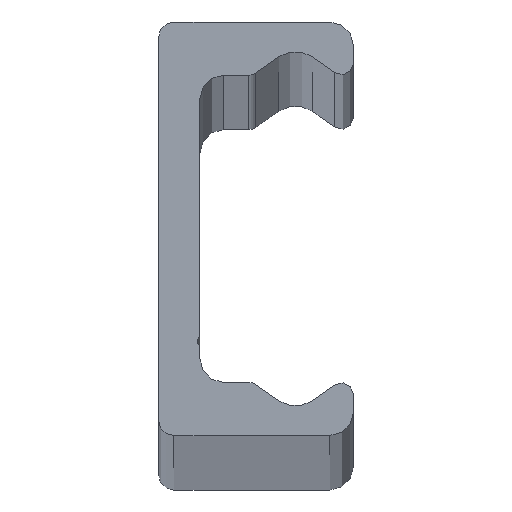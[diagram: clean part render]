
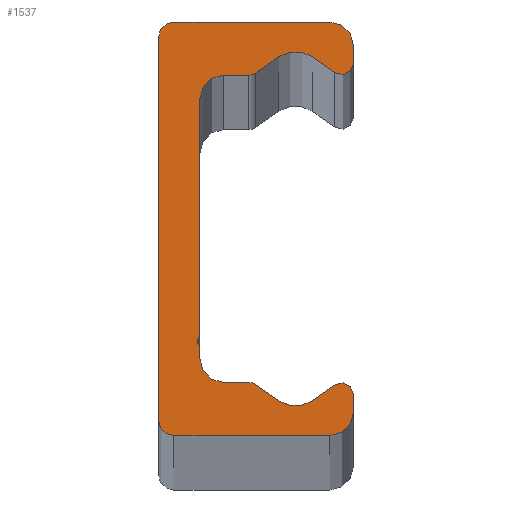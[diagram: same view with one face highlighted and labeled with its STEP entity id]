
A CAD part, top view. The second image highlights one B-rep face of the part: STEP entity #1537.
In plain terms, the highlighted planar face has unit normal (0, 0, 1).
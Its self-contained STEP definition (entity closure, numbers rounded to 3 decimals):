
#34=VECTOR('',#2089,1.);
#39=VECTOR('',#2101,1.);
#43=VECTOR('',#2112,1.);
#47=VECTOR('',#2123,1.);
#51=VECTOR('',#2134,1.);
#55=VECTOR('',#2145,1.);
#59=VECTOR('',#2156,1.);
#63=VECTOR('',#2167,1.);
#67=VECTOR('',#2178,1.);
#71=VECTOR('',#2189,1.);
#75=VECTOR('',#2200,1.);
#79=VECTOR('',#2211,1.);
#83=VECTOR('',#2222,1.);
#86=LINE('',#2498,#34);
#91=LINE('',#2513,#39);
#95=LINE('',#2525,#43);
#99=LINE('',#2537,#47);
#103=LINE('',#2549,#51);
#107=LINE('',#2561,#55);
#111=LINE('',#2573,#59);
#115=LINE('',#2585,#63);
#119=LINE('',#2597,#67);
#123=LINE('',#2609,#71);
#127=LINE('',#2621,#75);
#131=LINE('',#2633,#79);
#135=LINE('',#2645,#83);
#151=PLANE('',#1756);
#285=VERTEX_POINT('',#2499);
#286=VERTEX_POINT('',#2500);
#289=VERTEX_POINT('',#2508);
#291=VERTEX_POINT('',#2514);
#293=VERTEX_POINT('',#2520);
#295=VERTEX_POINT('',#2526);
#297=VERTEX_POINT('',#2532);
#299=VERTEX_POINT('',#2538);
#301=VERTEX_POINT('',#2544);
#303=VERTEX_POINT('',#2550);
#305=VERTEX_POINT('',#2556);
#307=VERTEX_POINT('',#2562);
#309=VERTEX_POINT('',#2568);
#311=VERTEX_POINT('',#2574);
#313=VERTEX_POINT('',#2580);
#315=VERTEX_POINT('',#2586);
#317=VERTEX_POINT('',#2592);
#319=VERTEX_POINT('',#2598);
#321=VERTEX_POINT('',#2604);
#323=VERTEX_POINT('',#2610);
#325=VERTEX_POINT('',#2616);
#327=VERTEX_POINT('',#2622);
#329=VERTEX_POINT('',#2628);
#331=VERTEX_POINT('',#2634);
#333=VERTEX_POINT('',#2640);
#335=VERTEX_POINT('',#2646);
#436=CIRCLE('',#1706,2.);
#438=CIRCLE('',#1710,1.);
#440=CIRCLE('',#1714,2.5);
#442=CIRCLE('',#1718,1.);
#444=CIRCLE('',#1722,2.);
#446=CIRCLE('',#1726,0.5);
#448=CIRCLE('',#1730,2.);
#450=CIRCLE('',#1734,1.);
#452=CIRCLE('',#1738,2.5);
#454=CIRCLE('',#1742,1.);
#456=CIRCLE('',#1746,2.);
#458=CIRCLE('',#1750,1.3);
#460=CIRCLE('',#1754,1.3);
#561=EDGE_CURVE('',#285,#286,#86,.T.);
#565=EDGE_CURVE('',#286,#289,#436,.T.);
#568=EDGE_CURVE('',#289,#291,#91,.T.);
#571=EDGE_CURVE('',#291,#293,#438,.T.);
#574=EDGE_CURVE('',#293,#295,#95,.T.);
#577=EDGE_CURVE('',#295,#297,#440,.T.);
#580=EDGE_CURVE('',#297,#299,#99,.T.);
#583=EDGE_CURVE('',#299,#301,#442,.T.);
#586=EDGE_CURVE('',#301,#303,#103,.T.);
#589=EDGE_CURVE('',#303,#305,#444,.T.);
#592=EDGE_CURVE('',#305,#307,#107,.T.);
#595=EDGE_CURVE('',#307,#309,#446,.T.);
#598=EDGE_CURVE('',#309,#311,#111,.T.);
#601=EDGE_CURVE('',#311,#313,#448,.T.);
#604=EDGE_CURVE('',#313,#315,#115,.T.);
#607=EDGE_CURVE('',#315,#317,#450,.T.);
#610=EDGE_CURVE('',#317,#319,#119,.T.);
#613=EDGE_CURVE('',#319,#321,#452,.T.);
#616=EDGE_CURVE('',#321,#323,#123,.T.);
#619=EDGE_CURVE('',#323,#325,#454,.T.);
#622=EDGE_CURVE('',#325,#327,#127,.T.);
#625=EDGE_CURVE('',#327,#329,#456,.T.);
#628=EDGE_CURVE('',#329,#331,#131,.T.);
#631=EDGE_CURVE('',#331,#333,#458,.T.);
#634=EDGE_CURVE('',#333,#335,#135,.T.);
#637=EDGE_CURVE('',#335,#285,#460,.T.);
#941=ORIENTED_EDGE('',*,*,#561,.F.);
#942=ORIENTED_EDGE('',*,*,#637,.F.);
#943=ORIENTED_EDGE('',*,*,#634,.F.);
#944=ORIENTED_EDGE('',*,*,#631,.F.);
#945=ORIENTED_EDGE('',*,*,#628,.F.);
#946=ORIENTED_EDGE('',*,*,#625,.F.);
#947=ORIENTED_EDGE('',*,*,#622,.F.);
#948=ORIENTED_EDGE('',*,*,#619,.F.);
#949=ORIENTED_EDGE('',*,*,#616,.F.);
#950=ORIENTED_EDGE('',*,*,#613,.F.);
#951=ORIENTED_EDGE('',*,*,#610,.F.);
#952=ORIENTED_EDGE('',*,*,#607,.F.);
#953=ORIENTED_EDGE('',*,*,#604,.F.);
#954=ORIENTED_EDGE('',*,*,#601,.F.);
#955=ORIENTED_EDGE('',*,*,#598,.F.);
#956=ORIENTED_EDGE('',*,*,#595,.F.);
#957=ORIENTED_EDGE('',*,*,#592,.F.);
#958=ORIENTED_EDGE('',*,*,#589,.F.);
#959=ORIENTED_EDGE('',*,*,#586,.F.);
#960=ORIENTED_EDGE('',*,*,#583,.F.);
#961=ORIENTED_EDGE('',*,*,#580,.F.);
#962=ORIENTED_EDGE('',*,*,#577,.F.);
#963=ORIENTED_EDGE('',*,*,#574,.F.);
#964=ORIENTED_EDGE('',*,*,#571,.F.);
#965=ORIENTED_EDGE('',*,*,#568,.F.);
#966=ORIENTED_EDGE('',*,*,#565,.F.);
#1217=EDGE_LOOP('',(#941,#942,#943,#944,#945,#946,#947,#948,#949,#950,#951,
#952,#953,#954,#955,#956,#957,#958,#959,#960,#961,#962,#963,#964,#965,#966));
#1443=FACE_BOUND('',#1217,.T.);
#1537=ADVANCED_FACE('',(#1443),#151,.T.);
#1706=AXIS2_PLACEMENT_3D('',#2507,#2095,#2096);
#1710=AXIS2_PLACEMENT_3D('',#2519,#2106,#2107);
#1714=AXIS2_PLACEMENT_3D('',#2531,#2117,#2118);
#1718=AXIS2_PLACEMENT_3D('',#2543,#2128,#2129);
#1722=AXIS2_PLACEMENT_3D('',#2555,#2139,#2140);
#1726=AXIS2_PLACEMENT_3D('',#2567,#2150,#2151);
#1730=AXIS2_PLACEMENT_3D('',#2579,#2161,#2162);
#1734=AXIS2_PLACEMENT_3D('',#2591,#2172,#2173);
#1738=AXIS2_PLACEMENT_3D('',#2603,#2183,#2184);
#1742=AXIS2_PLACEMENT_3D('',#2615,#2194,#2195);
#1746=AXIS2_PLACEMENT_3D('',#2627,#2205,#2206);
#1750=AXIS2_PLACEMENT_3D('',#2639,#2216,#2217);
#1754=AXIS2_PLACEMENT_3D('',#2651,#2227,#2228);
#1756=AXIS2_PLACEMENT_3D('',#2653,#2231,$);
#2089=DIRECTION('',(1.,0.,0.));
#2095=DIRECTION('',(0.,0.,-1.));
#2096=DIRECTION('',(2.,0.,0.));
#2101=DIRECTION('',(0.,-1.,0.));
#2106=DIRECTION('',(0.,0.,-1.));
#2107=DIRECTION('',(1.,0.,0.));
#2112=DIRECTION('',(-0.819,0.574,0.));
#2117=DIRECTION('',(0.,0.,1.));
#2118=DIRECTION('',(2.5,0.,0.));
#2123=DIRECTION('',(-0.819,-0.574,0.));
#2128=DIRECTION('',(0.,0.,-1.));
#2129=DIRECTION('',(1.,0.,0.));
#2134=DIRECTION('',(-1.,0.,0.));
#2139=DIRECTION('',(0.,0.,1.));
#2140=DIRECTION('',(2.,0.,0.));
#2145=DIRECTION('',(0.,-1.,0.));
#2150=DIRECTION('',(0.,0.,1.));
#2151=DIRECTION('',(0.5,0.,0.));
#2156=DIRECTION('',(0.,-1.,0.));
#2161=DIRECTION('',(0.,0.,1.));
#2162=DIRECTION('',(2.,0.,0.));
#2167=DIRECTION('',(1.,0.,0.));
#2172=DIRECTION('',(0.,0.,-1.));
#2173=DIRECTION('',(1.,0.,0.));
#2178=DIRECTION('',(0.819,-0.574,0.));
#2183=DIRECTION('',(0.,0.,1.));
#2184=DIRECTION('',(2.5,0.,0.));
#2189=DIRECTION('',(0.819,0.574,0.));
#2194=DIRECTION('',(0.,0.,-1.));
#2195=DIRECTION('',(1.,0.,0.));
#2200=DIRECTION('',(0.,-1.,0.));
#2205=DIRECTION('',(0.,0.,-1.));
#2206=DIRECTION('',(2.,0.,0.));
#2211=DIRECTION('',(-1.,0.,0.));
#2216=DIRECTION('',(0.,0.,-1.));
#2217=DIRECTION('',(1.3,0.,0.));
#2222=DIRECTION('',(0.,1.,0.));
#2227=DIRECTION('',(0.,0.,-1.));
#2228=DIRECTION('',(1.3,0.,0.));
#2231=DIRECTION('',(0.,0.,1.));
#2498=CARTESIAN_POINT('',(14.5,17.5,2640.));
#2499=CARTESIAN_POINT('',(1.3,17.5,2640.));
#2500=CARTESIAN_POINT('',(14.5,17.5,2640.));
#2507=CARTESIAN_POINT('',(14.5,15.5,2640.));
#2508=CARTESIAN_POINT('',(16.5,15.5,2640.));
#2513=CARTESIAN_POINT('',(16.5,14.042,2640.));
#2514=CARTESIAN_POINT('',(16.5,14.042,2640.));
#2519=CARTESIAN_POINT('',(15.5,14.042,2640.));
#2520=CARTESIAN_POINT('',(14.926,13.223,2640.));
#2525=CARTESIAN_POINT('',(13.034,14.548,2640.));
#2526=CARTESIAN_POINT('',(13.034,14.548,2640.));
#2531=CARTESIAN_POINT('',(11.6,12.5,2640.));
#2532=CARTESIAN_POINT('',(10.166,14.548,2640.));
#2537=CARTESIAN_POINT('',(8.214,13.181,2640.));
#2538=CARTESIAN_POINT('',(8.214,13.181,2640.));
#2543=CARTESIAN_POINT('',(7.64,14.,2640.));
#2544=CARTESIAN_POINT('',(7.64,13.,2640.));
#2549=CARTESIAN_POINT('',(5.5,13.,2640.));
#2550=CARTESIAN_POINT('',(5.5,13.,2640.));
#2555=CARTESIAN_POINT('',(5.5,11.,2640.));
#2556=CARTESIAN_POINT('',(3.5,11.,2640.));
#2561=CARTESIAN_POINT('',(3.5,-9.067,2640.));
#2562=CARTESIAN_POINT('',(3.5,-9.067,2640.));
#2567=CARTESIAN_POINT('',(3.75,-9.5,2640.));
#2568=CARTESIAN_POINT('',(3.5,-9.933,2640.));
#2573=CARTESIAN_POINT('',(3.5,-11.,2640.));
#2574=CARTESIAN_POINT('',(3.5,-11.,2640.));
#2579=CARTESIAN_POINT('',(5.5,-11.,2640.));
#2580=CARTESIAN_POINT('',(5.5,-13.,2640.));
#2585=CARTESIAN_POINT('',(7.64,-13.,2640.));
#2586=CARTESIAN_POINT('',(7.64,-13.,2640.));
#2591=CARTESIAN_POINT('',(7.64,-14.,2640.));
#2592=CARTESIAN_POINT('',(8.214,-13.181,2640.));
#2597=CARTESIAN_POINT('',(10.166,-14.548,2640.));
#2598=CARTESIAN_POINT('',(10.166,-14.548,2640.));
#2603=CARTESIAN_POINT('',(11.6,-12.5,2640.));
#2604=CARTESIAN_POINT('',(13.034,-14.548,2640.));
#2609=CARTESIAN_POINT('',(14.926,-13.223,2640.));
#2610=CARTESIAN_POINT('',(14.926,-13.223,2640.));
#2615=CARTESIAN_POINT('',(15.5,-14.042,2640.));
#2616=CARTESIAN_POINT('',(16.5,-14.042,2640.));
#2621=CARTESIAN_POINT('',(16.5,-15.5,2640.));
#2622=CARTESIAN_POINT('',(16.5,-15.5,2640.));
#2627=CARTESIAN_POINT('',(14.5,-15.5,2640.));
#2628=CARTESIAN_POINT('',(14.5,-17.5,2640.));
#2633=CARTESIAN_POINT('',(1.3,-17.5,2640.));
#2634=CARTESIAN_POINT('',(1.3,-17.5,2640.));
#2639=CARTESIAN_POINT('',(1.3,-16.2,2640.));
#2640=CARTESIAN_POINT('',(0.,-16.2,2640.));
#2645=CARTESIAN_POINT('',(0.,16.2,2640.));
#2646=CARTESIAN_POINT('',(0.,16.2,2640.));
#2651=CARTESIAN_POINT('',(1.3,16.2,2640.));
#2653=CARTESIAN_POINT('',(5.942,-0.014,2640.));
